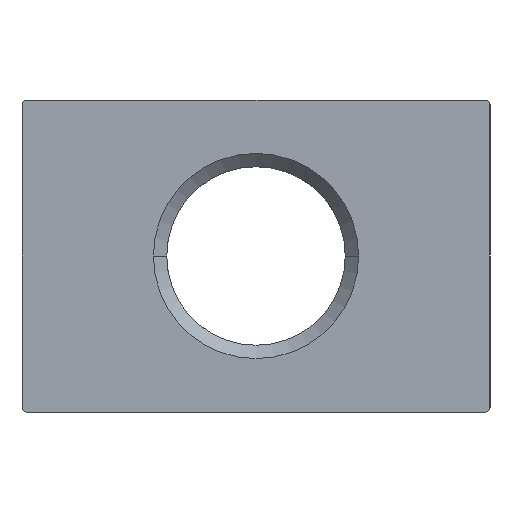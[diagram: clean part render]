
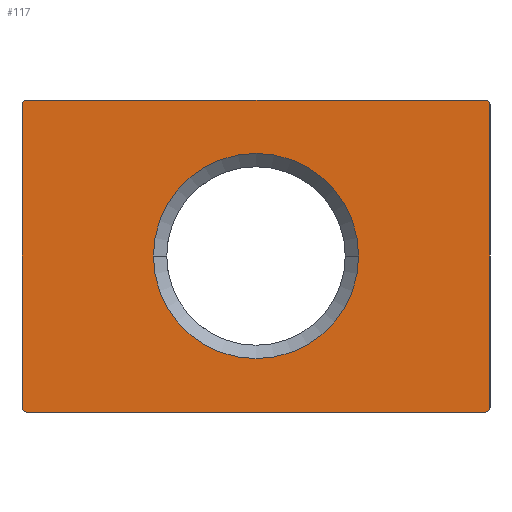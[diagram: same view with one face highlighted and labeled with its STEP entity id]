
A CAD part, left-side view. The second image highlights one B-rep face of the part: STEP entity #117.
In plain terms, the highlighted planar face has unit normal (-1, 0, 0).
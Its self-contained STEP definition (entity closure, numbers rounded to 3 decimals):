
#117=ADVANCED_FACE('',(#242,#243),#244,.T.);
#242=FACE_OUTER_BOUND('',#366,.T.);
#243=FACE_BOUND('',#367,.T.);
#244=PLANE('',#368);
#366=EDGE_LOOP('',(#664,#665,#666,#667,#668,#669,#670,#671));
#367=EDGE_LOOP('',(#672,#673));
#368=AXIS2_PLACEMENT_3D('',#674,#675,#676);
#664=ORIENTED_EDGE('',*,*,#738,.T.);
#665=ORIENTED_EDGE('',*,*,#813,.F.);
#666=ORIENTED_EDGE('',*,*,#846,.T.);
#667=ORIENTED_EDGE('',*,*,#838,.T.);
#668=ORIENTED_EDGE('',*,*,#848,.T.);
#669=ORIENTED_EDGE('',*,*,#831,.T.);
#670=ORIENTED_EDGE('',*,*,#819,.T.);
#671=ORIENTED_EDGE('',*,*,#856,.F.);
#672=ORIENTED_EDGE('',*,*,#863,.T.);
#673=ORIENTED_EDGE('',*,*,#809,.T.);
#674=CARTESIAN_POINT('',(-30.5,30.0,-10.0));
#675=DIRECTION('',(-1.0,0.0,0.0));
#676=DIRECTION('',(0.0,0.0,1.0));
#738=EDGE_CURVE('',#875,#876,#877,.T.);
#809=EDGE_CURVE('',#994,#992,#995,.T.);
#813=EDGE_CURVE('',#998,#876,#1000,.T.);
#819=EDGE_CURVE('',#1009,#1007,#1010,.T.);
#831=EDGE_CURVE('',#1024,#1009,#1025,.T.);
#838=EDGE_CURVE('',#1034,#1032,#1035,.T.);
#846=EDGE_CURVE('',#998,#1034,#1043,.T.);
#848=EDGE_CURVE('',#1032,#1024,#1045,.T.);
#856=EDGE_CURVE('',#875,#1007,#1056,.T.);
#863=EDGE_CURVE('',#992,#994,#1064,.T.);
#875=VERTEX_POINT('',#1076);
#876=VERTEX_POINT('',#1077);
#877=CIRCLE('',#1078,0.3);
#992=VERTEX_POINT('',#1259);
#994=VERTEX_POINT('',#1262);
#995=CIRCLE('',#1263,6.579);
#998=VERTEX_POINT('',#1267);
#1000=LINE('',#1270,#1271);
#1007=VERTEX_POINT('',#1278);
#1009=VERTEX_POINT('',#1281);
#1010=CIRCLE('',#1282,0.3);
#1024=VERTEX_POINT('',#1343);
#1025=LINE('',#1344,#1345);
#1032=VERTEX_POINT('',#1353);
#1034=VERTEX_POINT('',#1356);
#1035=LINE('',#1357,#1358);
#1043=CIRCLE('',#1369,0.3);
#1045=CIRCLE('',#1371,0.3);
#1056=LINE('',#1384,#1385);
#1064=CIRCLE('',#1393,6.579);
#1076=CARTESIAN_POINT('',(-30.5,29.7,10.0));
#1077=CARTESIAN_POINT('',(-30.5,30.0,9.7));
#1078=AXIS2_PLACEMENT_3D('',#1406,#1407,#1408);
#1259=CARTESIAN_POINT('',(-30.5,8.422,0.0));
#1262=CARTESIAN_POINT('',(-30.5,21.579,0.));
#1263=AXIS2_PLACEMENT_3D('',#1527,#1528,#1529);
#1267=CARTESIAN_POINT('',(-30.5,30.0,-9.7));
#1270=CARTESIAN_POINT('',(-30.5,30.0,-9.7));
#1271=VECTOR('',#1532,19.4);
#1278=CARTESIAN_POINT('',(-30.5,0.3,10.0));
#1281=CARTESIAN_POINT('',(-30.5,0.0,9.7));
#1282=AXIS2_PLACEMENT_3D('',#1543,#1544,#1545);
#1343=CARTESIAN_POINT('',(-30.5,0.0,-9.7));
#1344=CARTESIAN_POINT('',(-30.5,0.0,-9.7));
#1345=VECTOR('',#1555,19.4);
#1353=CARTESIAN_POINT('',(-30.5,0.3,-10.0));
#1356=CARTESIAN_POINT('',(-30.5,29.7,-10.0));
#1357=CARTESIAN_POINT('',(-30.5,29.7,-10.0));
#1358=VECTOR('',#1564,29.4);
#1369=AXIS2_PLACEMENT_3D('',#1574,#1575,#1576);
#1371=AXIS2_PLACEMENT_3D('',#1577,#1578,#1579);
#1384=CARTESIAN_POINT('',(-30.5,29.7,10.0));
#1385=VECTOR('',#1588,29.4);
#1393=AXIS2_PLACEMENT_3D('',#1601,#1602,#1603);
#1406=CARTESIAN_POINT('',(-30.5,29.7,9.7));
#1407=DIRECTION('',(-1.0,0.0,0.0));
#1408=DIRECTION('',(0.0,0.0,1.0));
#1527=CARTESIAN_POINT('',(-30.5,15.0,0.0));
#1528=DIRECTION('',(1.0,0.0,0.0));
#1529=DIRECTION('',(0.0,1.0,0.0));
#1532=DIRECTION('',(0.0,0.0,1.0));
#1543=CARTESIAN_POINT('',(-30.5,0.3,9.7));
#1544=DIRECTION('',(-1.0,0.0,0.0));
#1545=DIRECTION('',(0.0,-1.0,0.0));
#1555=DIRECTION('',(0.0,0.0,1.0));
#1564=DIRECTION('',(0.0,-1.0,0.0));
#1574=CARTESIAN_POINT('',(-30.5,29.7,-9.7));
#1575=DIRECTION('',(-1.0,0.0,0.0));
#1576=DIRECTION('',(0.0,1.0,0.0));
#1577=CARTESIAN_POINT('',(-30.5,0.3,-9.7));
#1578=DIRECTION('',(-1.0,0.0,0.0));
#1579=DIRECTION('',(0.0,0.,-1.0));
#1588=DIRECTION('',(0.0,-1.0,0.0));
#1601=CARTESIAN_POINT('',(-30.5,15.0,0.0));
#1602=DIRECTION('',(1.0,0.0,0.0));
#1603=DIRECTION('',(0.0,1.0,0.0));
